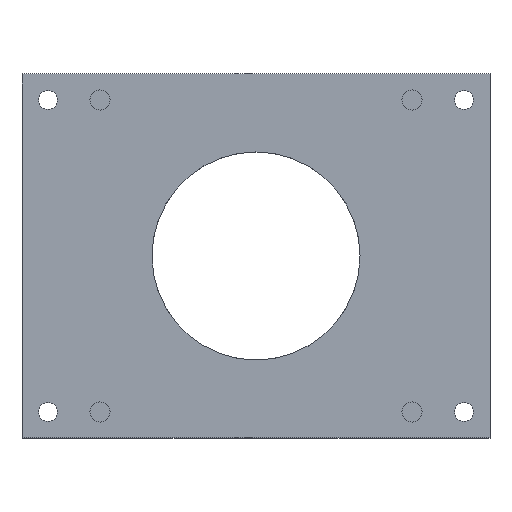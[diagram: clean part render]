
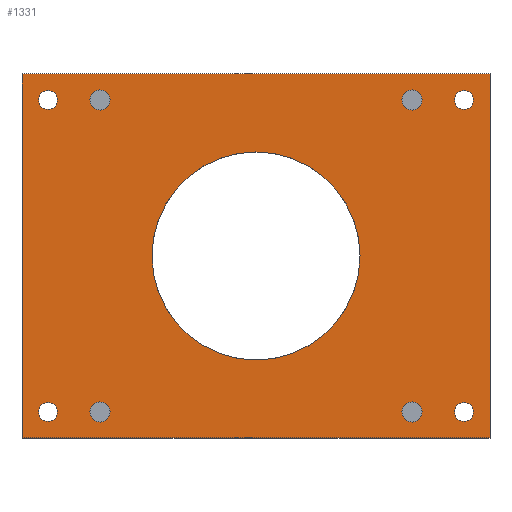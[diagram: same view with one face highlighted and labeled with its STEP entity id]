
A CAD part, top view. The second image highlights one B-rep face of the part: STEP entity #1331.
In plain terms, the highlighted planar face has unit normal (0, 0, 1).
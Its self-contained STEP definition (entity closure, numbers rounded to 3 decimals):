
#32=FACE_BOUND('',#215,.T.);
#33=FACE_BOUND('',#216,.T.);
#34=FACE_BOUND('',#217,.T.);
#35=FACE_BOUND('',#218,.T.);
#36=FACE_BOUND('',#219,.T.);
#37=FACE_BOUND('',#220,.T.);
#38=FACE_BOUND('',#221,.T.);
#39=FACE_BOUND('',#222,.T.);
#40=FACE_BOUND('',#223,.T.);
#58=CIRCLE('',#1428,2.75);
#59=CIRCLE('',#1430,2.9);
#60=CIRCLE('',#1432,30.);
#61=CIRCLE('',#1434,2.9);
#62=CIRCLE('',#1436,2.75);
#63=CIRCLE('',#1438,2.75);
#64=CIRCLE('',#1440,2.75);
#65=CIRCLE('',#1442,2.9);
#66=CIRCLE('',#1444,2.9);
#136=FACE_OUTER_BOUND('',#214,.T.);
#214=EDGE_LOOP('',(#1188,#1189,#1190,#1191));
#215=EDGE_LOOP('',(#1192));
#216=EDGE_LOOP('',(#1193));
#217=EDGE_LOOP('',(#1194));
#218=EDGE_LOOP('',(#1195));
#219=EDGE_LOOP('',(#1196));
#220=EDGE_LOOP('',(#1197));
#221=EDGE_LOOP('',(#1198));
#222=EDGE_LOOP('',(#1199));
#223=EDGE_LOOP('',(#1200));
#366=LINE('',#2172,#515);
#368=LINE('',#2176,#517);
#370=LINE('',#2180,#519);
#372=LINE('',#2183,#521);
#515=VECTOR('',#1794,10.);
#517=VECTOR('',#1798,10.);
#519=VECTOR('',#1802,10.);
#521=VECTOR('',#1806,10.);
#639=VERTEX_POINT('',#2133);
#640=VERTEX_POINT('',#2137);
#641=VERTEX_POINT('',#2141);
#642=VERTEX_POINT('',#2145);
#643=VERTEX_POINT('',#2149);
#644=VERTEX_POINT('',#2153);
#645=VERTEX_POINT('',#2157);
#646=VERTEX_POINT('',#2161);
#647=VERTEX_POINT('',#2165);
#648=VERTEX_POINT('',#2169);
#649=VERTEX_POINT('',#2171);
#650=VERTEX_POINT('',#2175);
#651=VERTEX_POINT('',#2179);
#809=EDGE_CURVE('',#639,#639,#58,.T.);
#811=EDGE_CURVE('',#640,#640,#59,.T.);
#813=EDGE_CURVE('',#641,#641,#60,.T.);
#815=EDGE_CURVE('',#642,#642,#61,.T.);
#817=EDGE_CURVE('',#643,#643,#62,.T.);
#819=EDGE_CURVE('',#644,#644,#63,.T.);
#821=EDGE_CURVE('',#645,#645,#64,.T.);
#823=EDGE_CURVE('',#646,#646,#65,.T.);
#825=EDGE_CURVE('',#647,#647,#66,.T.);
#828=EDGE_CURVE('',#649,#648,#366,.T.);
#830=EDGE_CURVE('',#650,#649,#368,.T.);
#832=EDGE_CURVE('',#651,#650,#370,.T.);
#834=EDGE_CURVE('',#648,#651,#372,.T.);
#1188=ORIENTED_EDGE('',*,*,#834,.T.);
#1189=ORIENTED_EDGE('',*,*,#832,.T.);
#1190=ORIENTED_EDGE('',*,*,#830,.T.);
#1191=ORIENTED_EDGE('',*,*,#828,.T.);
#1192=ORIENTED_EDGE('',*,*,#825,.T.);
#1193=ORIENTED_EDGE('',*,*,#823,.T.);
#1194=ORIENTED_EDGE('',*,*,#821,.T.);
#1195=ORIENTED_EDGE('',*,*,#819,.T.);
#1196=ORIENTED_EDGE('',*,*,#817,.T.);
#1197=ORIENTED_EDGE('',*,*,#815,.T.);
#1198=ORIENTED_EDGE('',*,*,#813,.T.);
#1199=ORIENTED_EDGE('',*,*,#811,.T.);
#1200=ORIENTED_EDGE('',*,*,#809,.T.);
#1261=PLANE('',#1449);
#1331=ADVANCED_FACE('',(#136,#32,#33,#34,#35,#36,#37,#38,#39,#40),#1261,
 .T.);
#1428=AXIS2_PLACEMENT_3D('',#2134,#1748,#1749);
#1430=AXIS2_PLACEMENT_3D('',#2138,#1753,#1754);
#1432=AXIS2_PLACEMENT_3D('',#2142,#1758,#1759);
#1434=AXIS2_PLACEMENT_3D('',#2146,#1763,#1764);
#1436=AXIS2_PLACEMENT_3D('',#2150,#1768,#1769);
#1438=AXIS2_PLACEMENT_3D('',#2154,#1773,#1774);
#1440=AXIS2_PLACEMENT_3D('',#2158,#1778,#1779);
#1442=AXIS2_PLACEMENT_3D('',#2162,#1783,#1784);
#1444=AXIS2_PLACEMENT_3D('',#2166,#1788,#1789);
#1449=AXIS2_PLACEMENT_3D('',#2184,#1807,#1808);
#1748=DIRECTION('center_axis',(0.,0.,-1.));
#1749=DIRECTION('ref_axis',(1.,0.,0.));
#1753=DIRECTION('center_axis',(0.,0.,-1.));
#1754=DIRECTION('ref_axis',(1.,0.,0.));
#1758=DIRECTION('center_axis',(0.,0.,-1.));
#1759=DIRECTION('ref_axis',(1.,0.,0.));
#1763=DIRECTION('center_axis',(0.,0.,-1.));
#1764=DIRECTION('ref_axis',(1.,0.,0.));
#1768=DIRECTION('center_axis',(0.,0.,-1.));
#1769=DIRECTION('ref_axis',(1.,0.,0.));
#1773=DIRECTION('center_axis',(0.,0.,-1.));
#1774=DIRECTION('ref_axis',(1.,0.,0.));
#1778=DIRECTION('center_axis',(0.,0.,-1.));
#1779=DIRECTION('ref_axis',(1.,0.,0.));
#1783=DIRECTION('center_axis',(0.,0.,-1.));
#1784=DIRECTION('ref_axis',(1.,0.,0.));
#1788=DIRECTION('center_axis',(0.,0.,-1.));
#1789=DIRECTION('ref_axis',(1.,0.,0.));
#1794=DIRECTION('',(0.,-1.,0.));
#1798=DIRECTION('',(-1.,0.,0.));
#1802=DIRECTION('',(0.,1.,0.));
#1806=DIRECTION('',(1.,0.,0.));
#1807=DIRECTION('center_axis',(0.,0.,1.));
#1808=DIRECTION('ref_axis',(1.,0.,0.));
#2133=CARTESIAN_POINT('',(57.25,45.,3.6));
#2134=CARTESIAN_POINT('Origin',(60.,45.,3.6));
#2137=CARTESIAN_POINT('',(-47.9,-45.,3.6));
#2138=CARTESIAN_POINT('Origin',(-45.,-45.,3.6));
#2141=CARTESIAN_POINT('',(-30.,0.,3.6));
#2142=CARTESIAN_POINT('Origin',(0.,0.,3.6));
#2145=CARTESIAN_POINT('',(42.1,45.,3.6));
#2146=CARTESIAN_POINT('Origin',(45.,45.,3.6));
#2149=CARTESIAN_POINT('',(-62.75,45.,3.6));
#2150=CARTESIAN_POINT('Origin',(-60.,45.,3.6));
#2153=CARTESIAN_POINT('',(-62.75,-45.,3.6));
#2154=CARTESIAN_POINT('Origin',(-60.,-45.,3.6));
#2157=CARTESIAN_POINT('',(57.25,-45.,3.6));
#2158=CARTESIAN_POINT('Origin',(60.,-45.,3.6));
#2161=CARTESIAN_POINT('',(42.1,-45.,3.6));
#2162=CARTESIAN_POINT('Origin',(45.,-45.,3.6));
#2165=CARTESIAN_POINT('',(-47.9,45.,3.6));
#2166=CARTESIAN_POINT('Origin',(-45.,45.,3.6));
#2169=CARTESIAN_POINT('',(-67.5,-52.5,3.6));
#2171=CARTESIAN_POINT('',(-67.5,52.5,3.6));
#2172=CARTESIAN_POINT('',(-67.5,-52.5,3.6));
#2175=CARTESIAN_POINT('',(67.5,52.5,3.6));
#2176=CARTESIAN_POINT('',(-67.5,52.5,3.6));
#2179=CARTESIAN_POINT('',(67.5,-52.5,3.6));
#2180=CARTESIAN_POINT('',(67.5,52.5,3.6));
#2183=CARTESIAN_POINT('',(67.5,-52.5,3.6));
#2184=CARTESIAN_POINT('Origin',(0.,0.,3.6));
